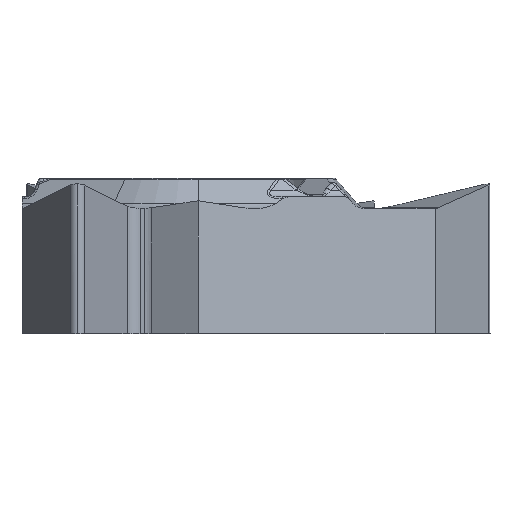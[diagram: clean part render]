
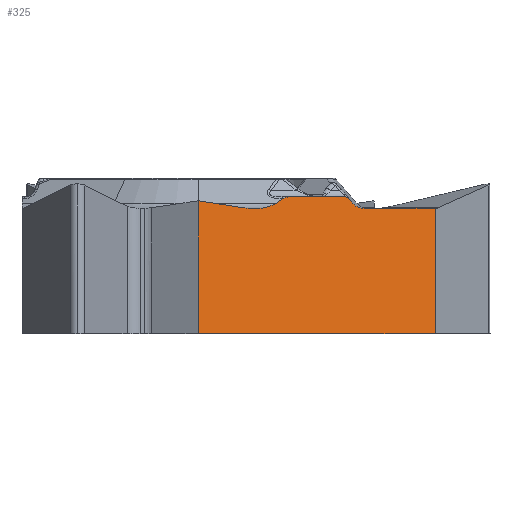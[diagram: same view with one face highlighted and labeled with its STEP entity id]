
A CAD part, front view. The second image highlights one B-rep face of the part: STEP entity #325.
In plain terms, the highlighted planar face has unit normal (0.5, -0.866, 0).
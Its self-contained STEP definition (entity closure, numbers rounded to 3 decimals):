
#325=ADVANCED_FACE('',(#570),#520,.F.);
#520=PLANE('',#3269);
#570=FACE_OUTER_BOUND('',#759,.T.);
#759=EDGE_LOOP('',(#1082,#1083,#1084,#1085,#1086,#1087,#1088,#1089,#1090,
#1091,#1092,#1093,#1094,#1095));
#974=ELLIPSE('',#3264,0.489,0.415);
#975=ELLIPSE('',#3265,0.177,0.15);
#976=ELLIPSE('',#3266,0.3,0.15);
#977=ELLIPSE('',#3267,0.83,0.415);
#978=ELLIPSE('',#3268,0.83,0.415);
#1082=ORIENTED_EDGE('',*,*,#2312,.T.);
#1083=ORIENTED_EDGE('',*,*,#2313,.T.);
#1084=ORIENTED_EDGE('',*,*,#2314,.F.);
#1085=ORIENTED_EDGE('',*,*,#2315,.T.);
#1086=ORIENTED_EDGE('',*,*,#2316,.F.);
#1087=ORIENTED_EDGE('',*,*,#2317,.F.);
#1088=ORIENTED_EDGE('',*,*,#2318,.T.);
#1089=ORIENTED_EDGE('',*,*,#2319,.F.);
#1090=ORIENTED_EDGE('',*,*,#2320,.F.);
#1091=ORIENTED_EDGE('',*,*,#2321,.T.);
#1092=ORIENTED_EDGE('',*,*,#2322,.F.);
#1093=ORIENTED_EDGE('',*,*,#2323,.T.);
#1094=ORIENTED_EDGE('',*,*,#2324,.T.);
#1095=ORIENTED_EDGE('',*,*,#2325,.T.);
#2028=VERTEX_POINT('',#4912);
#2029=VERTEX_POINT('',#4913);
#2030=VERTEX_POINT('',#4915);
#2031=VERTEX_POINT('',#4917);
#2032=VERTEX_POINT('',#4919);
#2033=VERTEX_POINT('',#4921);
#2034=VERTEX_POINT('',#4923);
#2035=VERTEX_POINT('',#4925);
#2036=VERTEX_POINT('',#4927);
#2037=VERTEX_POINT('',#4929);
#2038=VERTEX_POINT('',#4931);
#2039=VERTEX_POINT('',#4933);
#2040=VERTEX_POINT('',#4935);
#2041=VERTEX_POINT('',#4937);
#2312=EDGE_CURVE('',#2028,#2029,#2766,.T.);
#2313=EDGE_CURVE('',#2029,#2030,#2767,.T.);
#2314=EDGE_CURVE('',#2031,#2030,#2768,.T.);
#2315=EDGE_CURVE('',#2031,#2032,#974,.T.);
#2316=EDGE_CURVE('',#2033,#2032,#2769,.T.);
#2317=EDGE_CURVE('',#2034,#2033,#975,.T.);
#2318=EDGE_CURVE('',#2034,#2035,#2770,.T.);
#2319=EDGE_CURVE('',#2036,#2035,#976,.T.);
#2320=EDGE_CURVE('',#2037,#2036,#2771,.T.);
#2321=EDGE_CURVE('',#2037,#2038,#977,.T.);
#2322=EDGE_CURVE('',#2039,#2038,#2772,.T.);
#2323=EDGE_CURVE('',#2039,#2040,#978,.T.);
#2324=EDGE_CURVE('',#2040,#2041,#2773,.T.);
#2325=EDGE_CURVE('',#2041,#2028,#2774,.T.);
#2766=LINE('',#4911,#2973);
#2767=LINE('',#4914,#2974);
#2768=LINE('',#4916,#2975);
#2769=LINE('',#4920,#2976);
#2770=LINE('',#4924,#2977);
#2771=LINE('',#4928,#2978);
#2772=LINE('',#4932,#2979);
#2773=LINE('',#4936,#2980);
#2774=LINE('',#4938,#2981);
#2973=VECTOR('',#3674,1.);
#2974=VECTOR('',#3675,1.);
#2975=VECTOR('',#3676,1.);
#2976=VECTOR('',#3679,1.);
#2977=VECTOR('',#3682,1.);
#2978=VECTOR('',#3685,1.);
#2979=VECTOR('',#3688,1.);
#2980=VECTOR('',#3691,1.);
#2981=VECTOR('',#3692,1.);
#3264=AXIS2_PLACEMENT_3D('',#4918,#3677,#3678);
#3265=AXIS2_PLACEMENT_3D('',#4922,#3680,#3681);
#3266=AXIS2_PLACEMENT_3D('',#4926,#3683,#3684);
#3267=AXIS2_PLACEMENT_3D('',#4930,#3686,#3687);
#3268=AXIS2_PLACEMENT_3D('',#4934,#3689,#3690);
#3269=AXIS2_PLACEMENT_3D('',#4939,#3693,#3694);
#3674=DIRECTION('',(0.866,0.5,0.));
#3675=DIRECTION('',(0.,0.,1.));
#3676=DIRECTION('',(0.866,0.5,0.));
#3677=DIRECTION('',(-0.5,0.866,0.));
#3678=DIRECTION('',(-0.866,-0.5,0.));
#3679=DIRECTION('',(0.609,0.352,-0.711));
#3680=DIRECTION('',(-0.5,0.866,0.));
#3681=DIRECTION('',(0.866,0.5,0.));
#3682=DIRECTION('',(-0.866,-0.5,0.));
#3683=DIRECTION('',(-0.5,0.866,0.));
#3684=DIRECTION('',(-0.866,-0.5,0.));
#3685=DIRECTION('',(0.744,0.43,0.512));
#3686=DIRECTION('',(-0.5,0.866,0.));
#3687=DIRECTION('',(-0.866,-0.5,0.));
#3688=DIRECTION('',(0.866,0.5,0.));
#3689=DIRECTION('',(-0.5,0.866,0.));
#3690=DIRECTION('',(0.866,0.5,0.));
#3691=DIRECTION('',(-0.858,-0.496,0.133));
#3692=DIRECTION('',(0.,0.,-1.));
#3693=DIRECTION('',(-0.5,0.866,0.));
#3694=DIRECTION('',(-0.866,-0.5,0.));
#4911=CARTESIAN_POINT('',(8.733,-0.457,-3.97));
#4912=CARTESIAN_POINT('',(0.004,-5.497,-3.97));
#4913=CARTESIAN_POINT('',(6.414,-1.796,-3.97));
#4914=CARTESIAN_POINT('',(6.414,-1.796,0.));
#4915=CARTESIAN_POINT('',(6.414,-1.796,-0.585));
#4916=CARTESIAN_POINT('',(-3.971,-7.792,-0.585));
#4917=CARTESIAN_POINT('',(4.499,-2.902,-0.585));
#4918=CARTESIAN_POINT('',(4.499,-2.902,-0.17));
#4919=CARTESIAN_POINT('',(4.174,-3.089,-0.437));
#4920=CARTESIAN_POINT('',(-0.044,-5.525,4.486));
#4921=CARTESIAN_POINT('',(4.077,-3.145,-0.324));
#4922=CARTESIAN_POINT('',(3.96,-3.213,-0.42));
#4923=CARTESIAN_POINT('',(3.96,-3.213,-0.27));
#4924=CARTESIAN_POINT('',(-3.971,-7.792,-0.27));
#4925=CARTESIAN_POINT('',(2.476,-4.07,-0.27));
#4926=CARTESIAN_POINT('',(2.476,-4.07,-0.42));
#4927=CARTESIAN_POINT('',(2.277,-4.185,-0.324));
#4928=CARTESIAN_POINT('',(7.165,-1.363,3.039));
#4929=CARTESIAN_POINT('',(2.113,-4.279,-0.437));
#4930=CARTESIAN_POINT('',(1.562,-4.597,-0.17));
#4931=CARTESIAN_POINT('',(1.562,-4.597,-0.585));
#4932=CARTESIAN_POINT('',(8.733,-0.457,-0.585));
#4933=CARTESIAN_POINT('',(1.45,-4.662,-0.585));
#4934=CARTESIAN_POINT('',(1.45,-4.662,-0.17));
#4935=CARTESIAN_POINT('',(1.264,-4.77,-0.571));
#4936=CARTESIAN_POINT('',(8.537,-0.571,-1.696));
#4937=CARTESIAN_POINT('',(0.004,-5.497,-0.376));
#4938=CARTESIAN_POINT('',(0.004,-5.497,0.));
#4939=CARTESIAN_POINT('',(8.733,-0.457,0.));
